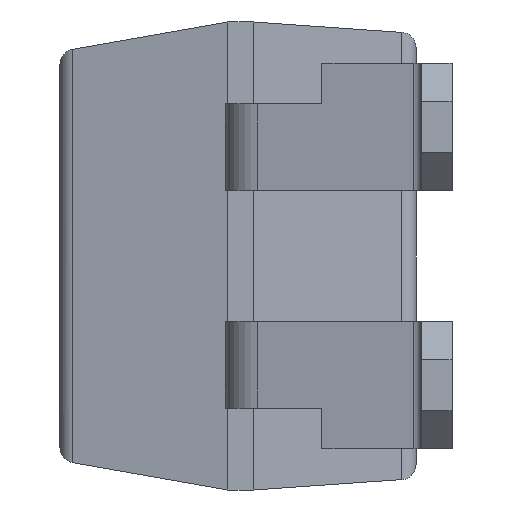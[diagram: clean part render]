
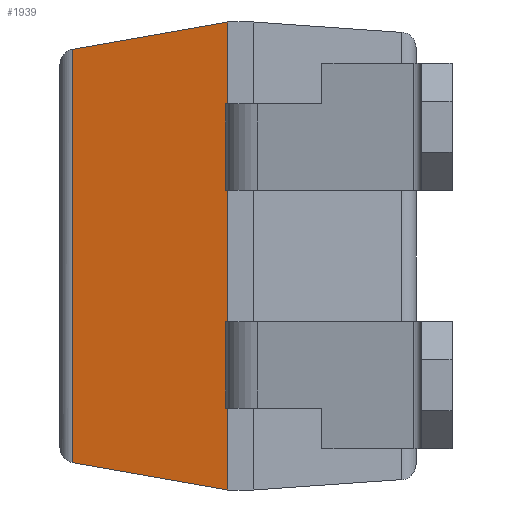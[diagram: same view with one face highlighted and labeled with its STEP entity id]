
A CAD part, left-side view. The second image highlights one B-rep face of the part: STEP entity #1939.
In plain terms, the highlighted planar face has unit normal (-0.985, 0.174, 0).
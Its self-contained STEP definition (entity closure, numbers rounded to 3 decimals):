
#28=LINE('',#2740,#272);
#33=LINE('',#2752,#277);
#34=LINE('',#2754,#278);
#35=LINE('',#2756,#279);
#36=LINE('',#2758,#280);
#37=LINE('',#2760,#281);
#38=LINE('',#2762,#282);
#39=LINE('',#2764,#283);
#40=LINE('',#2766,#284);
#41=LINE('',#2768,#285);
#42=LINE('',#2770,#286);
#43=LINE('',#2771,#287);
#272=VECTOR('',#2201,0.85);
#277=VECTOR('',#2210,0.025);
#278=VECTOR('',#2211,0.025);
#279=VECTOR('',#2212,1.29);
#280=VECTOR('',#2213,0.025);
#281=VECTOR('',#2214,0.85);
#282=VECTOR('',#2215,0.025);
#283=VECTOR('',#2216,0.805);
#284=VECTOR('',#2217,1.573);
#285=VECTOR('',#2218,4.062);
#286=VECTOR('',#2219,1.573);
#287=VECTOR('',#2220,0.805);
#515=PLANE('',#2047);
#597=FACE_OUTER_BOUND('',#702,.T.);
#702=EDGE_LOOP('',(#1320,#1321,#1322,#1323,#1324,#1325,#1326,#1327,#1328,
#1329,#1330,#1331));
#841=VERTEX_POINT('',#2734);
#843=VERTEX_POINT('',#2738);
#848=VERTEX_POINT('',#2751);
#849=VERTEX_POINT('',#2753);
#850=VERTEX_POINT('',#2755);
#851=VERTEX_POINT('',#2757);
#852=VERTEX_POINT('',#2759);
#853=VERTEX_POINT('',#2761);
#854=VERTEX_POINT('',#2763);
#855=VERTEX_POINT('',#2765);
#856=VERTEX_POINT('',#2767);
#857=VERTEX_POINT('',#2769);
#1029=EDGE_CURVE('',#843,#841,#28,.T.);
#1034=EDGE_CURVE('',#841,#848,#33,.T.);
#1035=EDGE_CURVE('',#843,#849,#34,.T.);
#1036=EDGE_CURVE('',#849,#850,#35,.T.);
#1037=EDGE_CURVE('',#850,#851,#36,.T.);
#1038=EDGE_CURVE('',#851,#852,#37,.T.);
#1039=EDGE_CURVE('',#852,#853,#38,.T.);
#1040=EDGE_CURVE('',#853,#854,#39,.T.);
#1041=EDGE_CURVE('',#855,#854,#40,.T.);
#1042=EDGE_CURVE('',#855,#856,#41,.T.);
#1043=EDGE_CURVE('',#856,#857,#42,.T.);
#1044=EDGE_CURVE('',#857,#848,#43,.T.);
#1320=ORIENTED_EDGE('',*,*,#1034,.F.);
#1321=ORIENTED_EDGE('',*,*,#1029,.F.);
#1322=ORIENTED_EDGE('',*,*,#1035,.T.);
#1323=ORIENTED_EDGE('',*,*,#1036,.T.);
#1324=ORIENTED_EDGE('',*,*,#1037,.T.);
#1325=ORIENTED_EDGE('',*,*,#1038,.T.);
#1326=ORIENTED_EDGE('',*,*,#1039,.T.);
#1327=ORIENTED_EDGE('',*,*,#1040,.T.);
#1328=ORIENTED_EDGE('',*,*,#1041,.F.);
#1329=ORIENTED_EDGE('',*,*,#1042,.T.);
#1330=ORIENTED_EDGE('',*,*,#1043,.T.);
#1331=ORIENTED_EDGE('',*,*,#1044,.T.);
#1939=ADVANCED_FACE('',(#597),#515,.T.);
#2047=AXIS2_PLACEMENT_3D('',#2750,#2208,#2209);
#2201=DIRECTION('',(0.,0.,-1.));
#2208=DIRECTION('center_axis',(-0.985,0.174,0.));
#2209=DIRECTION('ref_axis',(-0.174,-0.985,0.));
#2210=DIRECTION('',(-0.174,-0.985,0.));
#2211=DIRECTION('',(-0.174,-0.985,0.));
#2212=DIRECTION('',(0.,0.,1.));
#2213=DIRECTION('',(0.174,0.985,0.));
#2214=DIRECTION('',(0.,0.,1.));
#2215=DIRECTION('',(-0.174,-0.985,0.));
#2216=DIRECTION('',(0.,0.,1.));
#2217=DIRECTION('',(-0.171,-0.97,0.171));
#2218=DIRECTION('',(0.,0.,-1.));
#2219=DIRECTION('',(-0.171,-0.97,-0.171));
#2220=DIRECTION('',(0.,0.,1.));
#2734=CARTESIAN_POINT('',(-3.246,0.15,-1.495));
#2738=CARTESIAN_POINT('',(-3.246,0.15,-0.645));
#2740=CARTESIAN_POINT('',(-3.246,0.15,-2.3));
#2750=CARTESIAN_POINT('Origin',(-3.25,0.125,-2.3));
#2751=CARTESIAN_POINT('',(-3.25,0.125,-1.495));
#2752=CARTESIAN_POINT('',(-3.25,0.125,-1.495));
#2753=CARTESIAN_POINT('',(-3.25,0.125,-0.645));
#2754=CARTESIAN_POINT('',(-3.25,0.125,-0.645));
#2755=CARTESIAN_POINT('',(-3.25,0.125,0.645));
#2756=CARTESIAN_POINT('',(-3.25,0.125,-2.3));
#2757=CARTESIAN_POINT('',(-3.246,0.15,0.645));
#2758=CARTESIAN_POINT('',(-3.25,0.125,0.645));
#2759=CARTESIAN_POINT('',(-3.246,0.15,1.495));
#2760=CARTESIAN_POINT('',(-3.246,0.15,-2.3));
#2761=CARTESIAN_POINT('',(-3.25,0.125,1.495));
#2762=CARTESIAN_POINT('',(-3.25,0.125,1.495));
#2763=CARTESIAN_POINT('',(-3.25,0.125,2.3));
#2764=CARTESIAN_POINT('',(-3.25,0.125,-2.3));
#2765=CARTESIAN_POINT('',(-2.981,1.651,2.031));
#2766=CARTESIAN_POINT('',(-3.25,0.125,2.3));
#2767=CARTESIAN_POINT('',(-2.981,1.651,-2.031));
#2768=CARTESIAN_POINT('',(-2.981,1.651,-2.009));
#2769=CARTESIAN_POINT('',(-3.25,0.125,-2.3));
#2770=CARTESIAN_POINT('',(-3.25,0.125,-2.3));
#2771=CARTESIAN_POINT('',(-3.25,0.125,-2.3));
